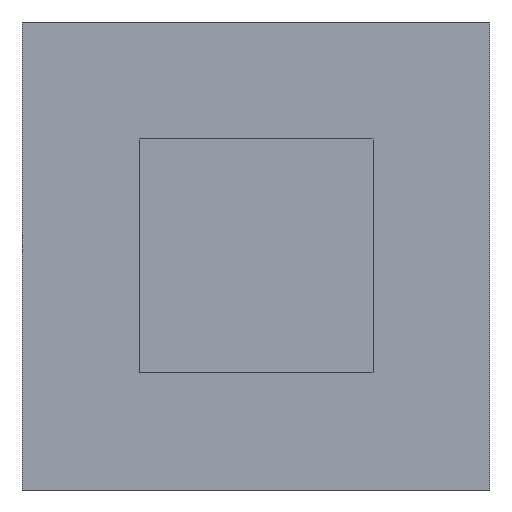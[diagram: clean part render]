
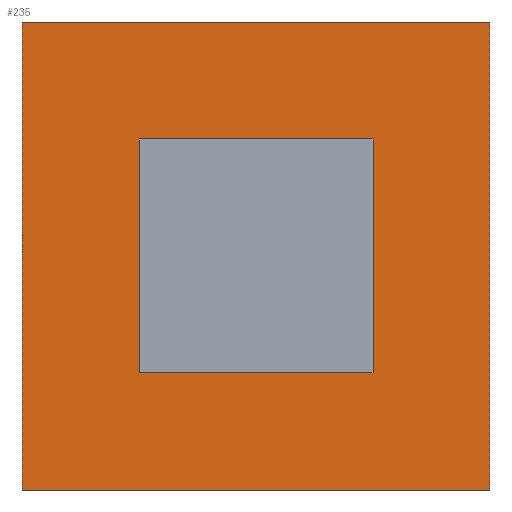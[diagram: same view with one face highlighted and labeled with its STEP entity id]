
A CAD part, front view. The second image highlights one B-rep face of the part: STEP entity #235.
In plain terms, the highlighted free-form (B-spline) face has degree [1, 1] with [2, 2] control points.
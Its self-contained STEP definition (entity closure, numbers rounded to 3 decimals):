
#69 = EDGE_CURVE('',#70,#72,#74,.T.);
#70 = VERTEX_POINT('',#71);
#71 = CARTESIAN_POINT('',(17.541,4.658,9.848)
  );
#72 = VERTEX_POINT('',#73);
#73 = CARTESIAN_POINT('',(17.541,4.658,0.533)
  );
#74 = B_SPLINE_CURVE_WITH_KNOTS('',1,(#75,#76),.UNSPECIFIED.,.F.,.F.,(2,
    2),(-10.,-0.),.PIECEWISE_BEZIER_KNOTS.);
#75 = CARTESIAN_POINT('',(17.541,4.658,9.848)
  );
#76 = CARTESIAN_POINT('',(17.541,4.658,0.533)
  );
#144 = EDGE_CURVE('',#145,#147,#149,.T.);
#145 = VERTEX_POINT('',#146);
#146 = CARTESIAN_POINT('',(26.856,4.658,9.848
    ));
#147 = VERTEX_POINT('',#148);
#148 = CARTESIAN_POINT('',(26.856,4.658,0.533
    ));
#149 = B_SPLINE_CURVE_WITH_KNOTS('',1,(#150,#151),.UNSPECIFIED.,.F.,.F.,
  (2,2),(-10.,-0.),.PIECEWISE_BEZIER_KNOTS.);
#150 = CARTESIAN_POINT('',(26.856,4.658,9.848
    ));
#151 = CARTESIAN_POINT('',(26.856,4.658,0.533
    ));
#172 = EDGE_CURVE('',#147,#72,#173,.T.);
#173 = B_SPLINE_CURVE_WITH_KNOTS('',1,(#174,#175),.UNSPECIFIED.,.F.,.F.,
  (2,2),(-0.,10.),.PIECEWISE_BEZIER_KNOTS.);
#174 = CARTESIAN_POINT('',(26.856,4.658,0.533
    ));
#175 = CARTESIAN_POINT('',(17.541,4.658,0.533
    ));
#223 = EDGE_CURVE('',#145,#70,#224,.T.);
#224 = B_SPLINE_CURVE_WITH_KNOTS('',1,(#225,#226),.UNSPECIFIED.,.F.,.F.,
  (2,2),(0.,10.),.PIECEWISE_BEZIER_KNOTS.);
#225 = CARTESIAN_POINT('',(26.856,4.658,9.848
    ));
#226 = CARTESIAN_POINT('',(17.541,4.658,9.848
    ));
#235 = ADVANCED_FACE('',(#236,#242),#272,.F.);
#236 = FACE_BOUND('',#237,.T.);
#237 = EDGE_LOOP('',(#238,#239,#240,#241));
#238 = ORIENTED_EDGE('',*,*,#69,.T.);
#239 = ORIENTED_EDGE('',*,*,#172,.F.);
#240 = ORIENTED_EDGE('',*,*,#144,.F.);
#241 = ORIENTED_EDGE('',*,*,#223,.T.);
#242 = FACE_BOUND('',#243,.T.);
#243 = EDGE_LOOP('',(#244,#253,#260,#267));
#244 = ORIENTED_EDGE('',*,*,#245,.F.);
#245 = EDGE_CURVE('',#246,#248,#250,.T.);
#246 = VERTEX_POINT('',#247);
#247 = CARTESIAN_POINT('',(19.87,4.658,7.52
    ));
#248 = VERTEX_POINT('',#249);
#249 = CARTESIAN_POINT('',(19.87,4.658,2.862)
  );
#250 = B_SPLINE_CURVE_WITH_KNOTS('',1,(#251,#252),.UNSPECIFIED.,.F.,.F.,
  (2,2),(10.,15.),.PIECEWISE_BEZIER_KNOTS.);
#251 = CARTESIAN_POINT('',(19.87,4.658,7.52
    ));
#252 = CARTESIAN_POINT('',(19.87,4.658,2.862)
  );
#253 = ORIENTED_EDGE('',*,*,#254,.F.);
#254 = EDGE_CURVE('',#255,#246,#257,.T.);
#255 = VERTEX_POINT('',#256);
#256 = CARTESIAN_POINT('',(24.527,4.658,7.52
    ));
#257 = B_SPLINE_CURVE_WITH_KNOTS('',1,(#258,#259),.UNSPECIFIED.,.F.,.F.,
  (2,2),(-5.,0.),.PIECEWISE_BEZIER_KNOTS.);
#258 = CARTESIAN_POINT('',(24.527,4.658,7.52
    ));
#259 = CARTESIAN_POINT('',(19.87,4.658,7.52
    ));
#260 = ORIENTED_EDGE('',*,*,#261,.F.);
#261 = EDGE_CURVE('',#262,#255,#264,.T.);
#262 = VERTEX_POINT('',#263);
#263 = CARTESIAN_POINT('',(24.527,4.658,2.862)
  );
#264 = B_SPLINE_CURVE_WITH_KNOTS('',1,(#265,#266),.UNSPECIFIED.,.F.,.F.,
  (2,2),(0.,5.),.PIECEWISE_BEZIER_KNOTS.);
#265 = CARTESIAN_POINT('',(24.527,4.658,2.862)
  );
#266 = CARTESIAN_POINT('',(24.527,4.658,7.52
    ));
#267 = ORIENTED_EDGE('',*,*,#268,.F.);
#268 = EDGE_CURVE('',#248,#262,#269,.T.);
#269 = B_SPLINE_CURVE_WITH_KNOTS('',1,(#270,#271),.UNSPECIFIED.,.F.,.F.,
  (2,2),(30.,35.),.PIECEWISE_BEZIER_KNOTS.);
#270 = CARTESIAN_POINT('',(19.87,4.658,2.862)
  );
#271 = CARTESIAN_POINT('',(24.527,4.658,2.862)
  );
#272 = B_SPLINE_SURFACE_WITH_KNOTS('',1,1,(
    (#273,#274)
    ,(#275,#276
    )),.UNSPECIFIED.,.F.,.F.,.F.,(2,2),(2,2),(0.,10.),(-10.,0.),
  .PIECEWISE_BEZIER_KNOTS.);
#273 = CARTESIAN_POINT('',(17.541,4.658,0.533
    ));
#274 = CARTESIAN_POINT('',(26.856,4.658,0.533
    ));
#275 = CARTESIAN_POINT('',(17.541,4.658,9.848
    ));
#276 = CARTESIAN_POINT('',(26.856,4.658,9.848
    ));
